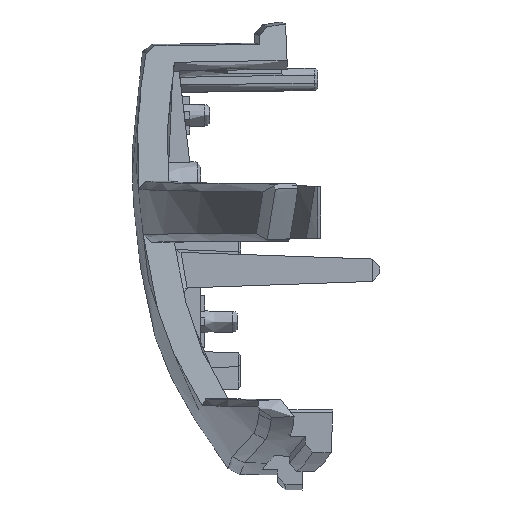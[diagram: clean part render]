
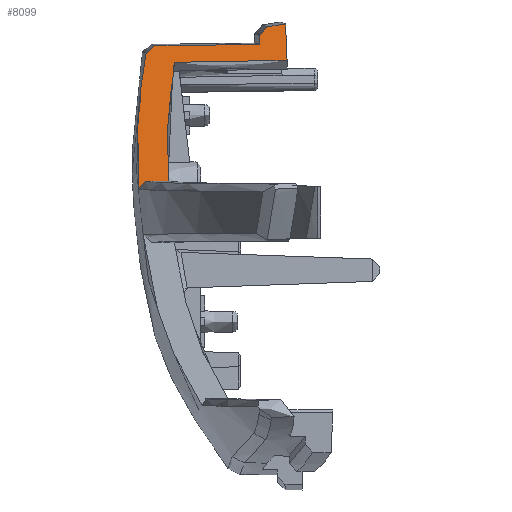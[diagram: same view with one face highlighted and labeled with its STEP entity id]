
A CAD part, left-side view. The second image highlights one B-rep face of the part: STEP entity #8099.
In plain terms, the highlighted planar face has unit normal (-0.985, 0.009, 0.174).
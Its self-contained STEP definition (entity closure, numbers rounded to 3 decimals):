
#227=PLANE('',#8576);
#641=LINE('',#18229,#1063);
#1063=VECTOR('',#9480,10.);
#1612=FACE_OUTER_BOUND('',#2084,.T.);
#2084=EDGE_LOOP('',(#6465,#6466,#6467,#6468,#6469,#6470,#6471,#6472,#6473,
#6474,#6475));
#2695=B_SPLINE_CURVE_WITH_KNOTS('',3,(#18132,#18133,#18134,#18135),
 .UNSPECIFIED.,.F.,.F.,(4,4),(-0.785,-0.034),
 .UNSPECIFIED.);
#2697=B_SPLINE_CURVE_WITH_KNOTS('',3,(#18178,#18179,#18180,#18181),
 .UNSPECIFIED.,.F.,.F.,(4,4),(-35.76,-35.374),
 .UNSPECIFIED.);
#2698=B_SPLINE_CURVE_WITH_KNOTS('',3,(#18183,#18184,#18185,#18186),
 .UNSPECIFIED.,.F.,.F.,(4,4),(-0.128,-0.007),
 .UNSPECIFIED.);
#2699=B_SPLINE_CURVE_WITH_KNOTS('',3,(#18188,#18189,#18190,#18191,#18192,
#18193),.UNSPECIFIED.,.F.,.F.,(4,2,4),(0.,0.039,0.078),
 .UNSPECIFIED.);
#2700=B_SPLINE_CURVE_WITH_KNOTS('',3,(#18195,#18196,#18197,#18198),
 .UNSPECIFIED.,.F.,.F.,(4,4),(1.632,1.694),
 .UNSPECIFIED.);
#2701=B_SPLINE_CURVE_WITH_KNOTS('',3,(#18200,#18201,#18202,#18203),
 .UNSPECIFIED.,.F.,.F.,(4,4),(-0.701,-0.002),
 .UNSPECIFIED.);
#2702=B_SPLINE_CURVE_WITH_KNOTS('',3,(#18205,#18206,#18207,#18208),
 .UNSPECIFIED.,.F.,.F.,(4,4),(-0.093,-0.016),
 .UNSPECIFIED.);
#2703=B_SPLINE_CURVE_WITH_KNOTS('',3,(#18210,#18211,#18212,#18213,#18214,
#18215,#18216,#18217,#18218,#18219),.UNSPECIFIED.,.F.,.F.,(4,3,3,4),(-1.145,
-1.036,-0.458,-0.198),.UNSPECIFIED.);
#2704=B_SPLINE_CURVE_WITH_KNOTS('',3,(#18221,#18222,#18223,#18224,#18225,
#18226,#18227),.UNSPECIFIED.,.F.,.F.,(4,3,4),(-0.932,-0.88,
-0.862),.UNSPECIFIED.);
#2705=B_SPLINE_CURVE_WITH_KNOTS('',3,(#18230,#18231,#18232,#18233,#18234,
#18235,#18236,#18237,#18238,#18239,#18240,#18241,#18242),.UNSPECIFIED.,
 .F.,.F.,(4,3,3,3,4),(-22.388,-22.29,-21.77,
-21.294,-21.188),.UNSPECIFIED.);
#3492=VERTEX_POINT('',#18090);
#3493=VERTEX_POINT('',#18131);
#3494=VERTEX_POINT('',#18177);
#3495=VERTEX_POINT('',#18182);
#3496=VERTEX_POINT('',#18187);
#3497=VERTEX_POINT('',#18194);
#3498=VERTEX_POINT('',#18199);
#3499=VERTEX_POINT('',#18204);
#3500=VERTEX_POINT('',#18209);
#3501=VERTEX_POINT('',#18220);
#3502=VERTEX_POINT('',#18228);
#4563=EDGE_CURVE('',#3492,#3493,#2695,.T.);
#4565=EDGE_CURVE('',#3494,#3492,#2697,.F.);
#4566=EDGE_CURVE('',#3495,#3494,#2698,.T.);
#4567=EDGE_CURVE('',#3495,#3496,#2699,.T.);
#4568=EDGE_CURVE('',#3497,#3496,#2700,.F.);
#4569=EDGE_CURVE('',#3497,#3498,#2701,.F.);
#4570=EDGE_CURVE('',#3499,#3498,#2702,.T.);
#4571=EDGE_CURVE('',#3500,#3499,#2703,.T.);
#4572=EDGE_CURVE('',#3500,#3501,#2704,.T.);
#4573=EDGE_CURVE('',#3502,#3501,#641,.F.);
#4574=EDGE_CURVE('',#3502,#3493,#2705,.T.);
#6465=ORIENTED_EDGE('',*,*,#4563,.F.);
#6466=ORIENTED_EDGE('',*,*,#4565,.F.);
#6467=ORIENTED_EDGE('',*,*,#4566,.F.);
#6468=ORIENTED_EDGE('',*,*,#4567,.T.);
#6469=ORIENTED_EDGE('',*,*,#4568,.F.);
#6470=ORIENTED_EDGE('',*,*,#4569,.T.);
#6471=ORIENTED_EDGE('',*,*,#4570,.F.);
#6472=ORIENTED_EDGE('',*,*,#4571,.F.);
#6473=ORIENTED_EDGE('',*,*,#4572,.T.);
#6474=ORIENTED_EDGE('',*,*,#4573,.F.);
#6475=ORIENTED_EDGE('',*,*,#4574,.T.);
#8099=ADVANCED_FACE('',(#1612),#227,.F.);
#8576=AXIS2_PLACEMENT_3D('',#18176,#9478,#9479);
#9478=DIRECTION('center_axis',(0.985,-0.009,-0.174));
#9479=DIRECTION('ref_axis',(0.174,0.,0.985));
#9480=DIRECTION('',(-0.007,-1.,0.009));
#18090=CARTESIAN_POINT('',(-23.521,19.262,10.009));
#18131=CARTESIAN_POINT('',(-23.477,26.765,9.878));
#18132=CARTESIAN_POINT('Ctrl Pts',(-23.521,19.262,10.009));
#18133=CARTESIAN_POINT('Ctrl Pts',(-23.506,21.763,9.965));
#18134=CARTESIAN_POINT('Ctrl Pts',(-23.492,24.264,9.922));
#18135=CARTESIAN_POINT('Ctrl Pts',(-23.477,26.765,9.878));
#18176=CARTESIAN_POINT('Origin',(-28.09,30.002,-16.443));
#18177=CARTESIAN_POINT('',(-23.093,19.362,12.431));
#18178=CARTESIAN_POINT('Ctrl Pts',(-23.521,19.262,10.009));
#18179=CARTESIAN_POINT('Ctrl Pts',(-23.378,19.295,10.819));
#18180=CARTESIAN_POINT('Ctrl Pts',(-23.235,19.329,11.626));
#18181=CARTESIAN_POINT('Ctrl Pts',(-23.093,19.362,12.431));
#18182=CARTESIAN_POINT('',(-23.114,20.558,12.253));
#18183=CARTESIAN_POINT('Ctrl Pts',(-23.114,20.558,12.253));
#18184=CARTESIAN_POINT('Ctrl Pts',(-23.106,20.159,12.315));
#18185=CARTESIAN_POINT('Ctrl Pts',(-23.099,19.76,12.374));
#18186=CARTESIAN_POINT('Ctrl Pts',(-23.093,19.362,12.431));
#18187=CARTESIAN_POINT('',(-23.211,21.066,11.674));
#18188=CARTESIAN_POINT('Ctrl Pts',(-23.114,20.558,12.253));
#18189=CARTESIAN_POINT('Ctrl Pts',(-23.13,20.643,12.156));
#18190=CARTESIAN_POINT('Ctrl Pts',(-23.146,20.727,12.06));
#18191=CARTESIAN_POINT('Ctrl Pts',(-23.179,20.897,11.867));
#18192=CARTESIAN_POINT('Ctrl Pts',(-23.195,20.981,11.771));
#18193=CARTESIAN_POINT('Ctrl Pts',(-23.211,21.066,11.674));
#18194=CARTESIAN_POINT('',(-23.318,21.084,11.068));
#18195=CARTESIAN_POINT('Ctrl Pts',(-23.211,21.066,11.674));
#18196=CARTESIAN_POINT('Ctrl Pts',(-23.247,21.072,11.472));
#18197=CARTESIAN_POINT('Ctrl Pts',(-23.282,21.078,11.27));
#18198=CARTESIAN_POINT('Ctrl Pts',(-23.318,21.084,11.068));
#18199=CARTESIAN_POINT('',(-23.272,28.07,10.978));
#18200=CARTESIAN_POINT('Ctrl Pts',(-23.272,28.07,10.978));
#18201=CARTESIAN_POINT('Ctrl Pts',(-23.287,25.741,11.008));
#18202=CARTESIAN_POINT('Ctrl Pts',(-23.303,23.413,11.038));
#18203=CARTESIAN_POINT('Ctrl Pts',(-23.318,21.084,11.068));
#18204=CARTESIAN_POINT('',(-23.355,28.662,10.479));
#18205=CARTESIAN_POINT('Ctrl Pts',(-23.355,28.662,10.479));
#18206=CARTESIAN_POINT('Ctrl Pts',(-23.327,28.465,10.645));
#18207=CARTESIAN_POINT('Ctrl Pts',(-23.3,28.268,10.811));
#18208=CARTESIAN_POINT('Ctrl Pts',(-23.272,28.07,10.978));
#18209=CARTESIAN_POINT('',(-24.945,29.154,1.434));
#18210=CARTESIAN_POINT('Ctrl Pts',(-24.945,29.154,1.434));
#18211=CARTESIAN_POINT('Ctrl Pts',(-24.88,29.177,1.805));
#18212=CARTESIAN_POINT('Ctrl Pts',(-24.814,29.196,2.174));
#18213=CARTESIAN_POINT('Ctrl Pts',(-24.75,29.211,2.541));
#18214=CARTESIAN_POINT('Ctrl Pts',(-24.407,29.288,4.48));
#18215=CARTESIAN_POINT('Ctrl Pts',(-24.086,29.224,6.304));
#18216=CARTESIAN_POINT('Ctrl Pts',(-23.775,29.018,8.08));
#18217=CARTESIAN_POINT('Ctrl Pts',(-23.635,28.926,8.878));
#18218=CARTESIAN_POINT('Ctrl Pts',(-23.496,28.807,9.673));
#18219=CARTESIAN_POINT('Ctrl Pts',(-23.355,28.662,10.479));
#18220=CARTESIAN_POINT('',(-24.861,28.682,1.939));
#18221=CARTESIAN_POINT('Ctrl Pts',(-24.945,29.154,1.434));
#18222=CARTESIAN_POINT('Ctrl Pts',(-24.924,29.036,1.56));
#18223=CARTESIAN_POINT('Ctrl Pts',(-24.903,28.919,1.686));
#18224=CARTESIAN_POINT('Ctrl Pts',(-24.882,28.801,1.812));
#18225=CARTESIAN_POINT('Ctrl Pts',(-24.875,28.761,1.854));
#18226=CARTESIAN_POINT('Ctrl Pts',(-24.868,28.722,1.896));
#18227=CARTESIAN_POINT('Ctrl Pts',(-24.861,28.682,1.939));
#18228=CARTESIAN_POINT('',(-24.871,27.183,1.952));
#18229=CARTESIAN_POINT('',(-24.851,29.953,1.927));
#18230=CARTESIAN_POINT('Ctrl Pts',(-24.871,27.183,1.952));
#18231=CARTESIAN_POINT('Ctrl Pts',(-24.836,27.193,2.15));
#18232=CARTESIAN_POINT('Ctrl Pts',(-24.802,27.202,2.346));
#18233=CARTESIAN_POINT('Ctrl Pts',(-24.767,27.21,2.541));
#18234=CARTESIAN_POINT('Ctrl Pts',(-24.583,27.251,3.584));
#18235=CARTESIAN_POINT('Ctrl Pts',(-24.405,27.26,4.592));
#18236=CARTESIAN_POINT('Ctrl Pts',(-24.207,27.208,5.719));
#18237=CARTESIAN_POINT('Ctrl Pts',(-24.026,27.162,6.749));
#18238=CARTESIAN_POINT('Ctrl Pts',(-23.832,27.064,7.853));
#18239=CARTESIAN_POINT('Ctrl Pts',(-23.62,26.89,9.066));
#18240=CARTESIAN_POINT('Ctrl Pts',(-23.572,26.852,9.336));
#18241=CARTESIAN_POINT('Ctrl Pts',(-23.525,26.81,9.608));
#18242=CARTESIAN_POINT('Ctrl Pts',(-23.477,26.765,9.878));
